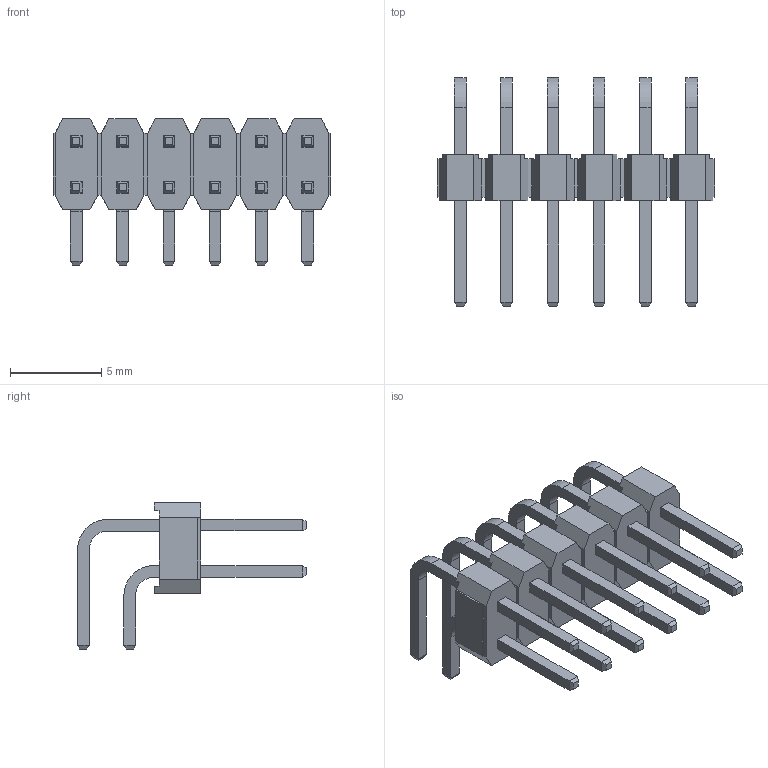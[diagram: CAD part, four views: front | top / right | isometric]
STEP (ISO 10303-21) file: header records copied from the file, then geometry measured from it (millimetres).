
FILE_DESCRIPTION(/* description */ (''),/* implementation_level */ '2;1');
FILE_NAME(/* name */ 'M20-9740642_asm.stp.iam.stp',/* time_stamp */ '2023-05-24T08:22:34+02:00',/* author */ ('mraoul'),/* organization */ (''),/* preprocessor_version */ 'ST-DEVELOPER v19.2',/* originating_system */ 'Autodesk Inventor 2024',/* authorisation */ '');
FILE_SCHEMA (('AUTOMOTIVE_DESIGN { 1 0 10303 214 3 1 1 }'));
Length unit declared in the file: millimetre
Products named in the file (5): M20-9740642_asm.stp; M20-97406XX_ASM; M20-97406_MOULD; M20-974-PIN1; M20-974-PIN2
Assembly tree (14 placements, depth 3):
  M20-9740642_asm.stp
    M20-97406XX_ASM
      M20-97406_MOULD
      M20-974-PIN1  x6
      M20-974-PIN2  x6
Bounding box: 15.24 x 12.56 x 8.04 mm (x, y, z)
Volume: 228.3 mm3; surface area: 824.1 mm2
Topology: 13 solids, 13 shells, 426 faces, 1044 edges, 656 vertices
Faces by surface type: plane 402, cylinder 24
Entity records: 6298 total; most frequent: CARTESIAN_POINT 1075, ORIENTED_EDGE 1048, DIRECTION 962, EDGE_CURVE 524, LINE 516, VECTOR 516, VERTEX_POINT 336, AXIS2_PLACEMENT_3D 223
